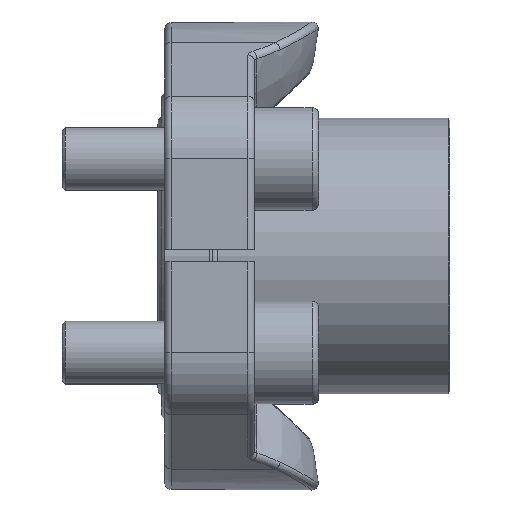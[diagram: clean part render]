
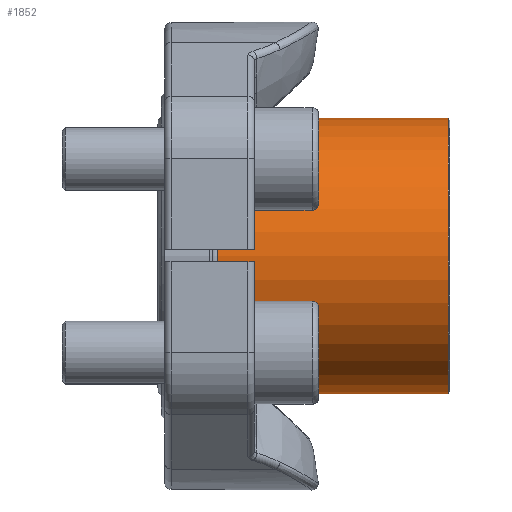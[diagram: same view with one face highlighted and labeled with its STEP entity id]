
A CAD part, top view. The second image highlights one B-rep face of the part: STEP entity #1852.
In plain terms, the highlighted cylindrical face has radius 21.5 mm (diameter 43 mm), a full revolution.
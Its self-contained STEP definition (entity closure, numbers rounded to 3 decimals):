
#1025=CYLINDRICAL_SURFACE('',#2176,21.5);
#1051=EDGE_LOOP('',(#1195));
#1052=EDGE_LOOP('',(#1196));
#1195=ORIENTED_EDGE('',*,*,#1559,.T.);
#1196=ORIENTED_EDGE('',*,*,#1560,.T.);
#1559=EDGE_CURVE('',#2047,#2047,#1741,.T.);
#1560=EDGE_CURVE('',#2048,#2048,#1742,.T.);
#1741=CIRCLE('',#2174,21.5);
#1742=CIRCLE('',#2175,21.5);
#1852=ADVANCED_FACE('',(#1960,#1961),#1025,.T.);
#1960=FACE_BOUND('',#1051,.T.);
#1961=FACE_BOUND('',#1052,.T.);
#2047=VERTEX_POINT('',#2867);
#2048=VERTEX_POINT('',#2869);
#2174=AXIS2_PLACEMENT_3D('',#2866,#2394,#2395);
#2175=AXIS2_PLACEMENT_3D('',#2868,#2396,#2397);
#2176=AXIS2_PLACEMENT_3D('',#2870,#2398,#2399);
#2394=DIRECTION('',(1.,0.,0.));
#2395=DIRECTION('',(0.,0.,1.));
#2396=DIRECTION('',(-1.,0.,0.));
#2397=DIRECTION('',(0.,0.,1.));
#2398=DIRECTION('',(-1.,0.,0.));
#2399=DIRECTION('',(0.,0.,1.));
#2866=CARTESIAN_POINT('',(8.8,0.,0.));
#2867=CARTESIAN_POINT('',(8.8,0.,21.5));
#2868=CARTESIAN_POINT('',(44.7,0.,0.));
#2869=CARTESIAN_POINT('',(44.7,0.,21.5));
#2870=CARTESIAN_POINT('',(0.,0.,0.));
